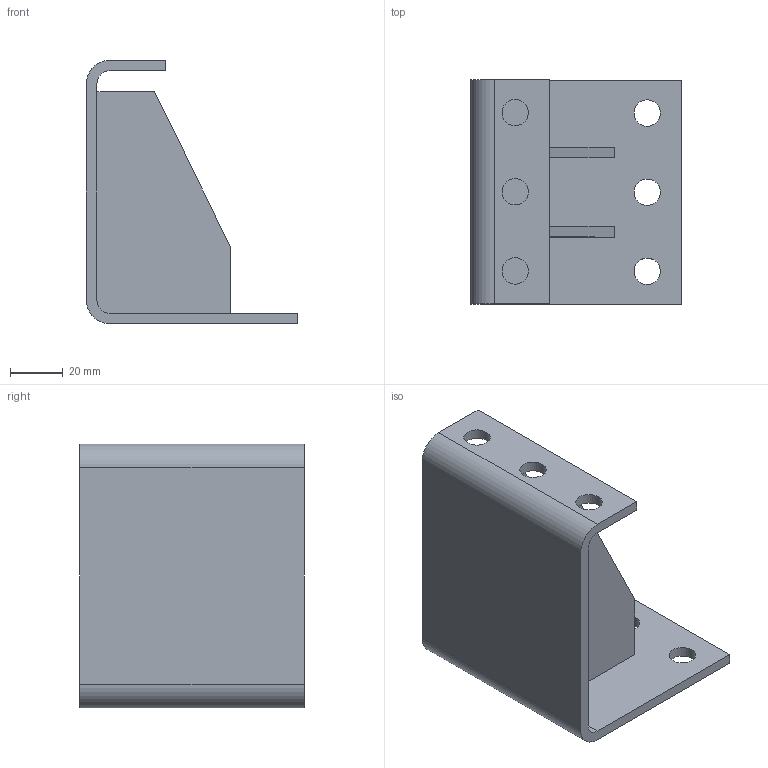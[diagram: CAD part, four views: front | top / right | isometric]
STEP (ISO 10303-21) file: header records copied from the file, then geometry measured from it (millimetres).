
FILE_DESCRIPTION(/* description */ (''),/* implementation_level */ '2;1');
FILE_NAME(/* name */ 'RehausseurSupportBoutDehors.stp',/* time_stamp */ '2019-04-24T11:17:47+02:00',/* author */ (''),/* organization */ (''),/* preprocessor_version */ 'ST-DEVELOPER v15.2',/* originating_system */ 'Autodesk Translator Framework v2.0.0.5431',/* authorisation */ '');
FILE_SCHEMA (('AUTOMOTIVE_DESIGN { 1 0 10303 214 3 1 1 }'));
Length unit declared in the file: centimetre
Products named in the file (1): Rehausseur Support Bout Dehors
Bounding box: 80 x 85 x 100 mm (x, y, z)
Volume: 91922.3 mm3; surface area: 48803.8 mm2
Topology: 1 solids, 1 shells, 32 faces, 90 edges, 60 vertices
Faces by surface type: plane 20, cylinder 12
Full cylindrical faces by diameter (mm): 10 x6
Entity records: 1051 total; most frequent: CARTESIAN_POINT 177, DIRECTION 174, ORIENTED_EDGE 168, EDGE_CURVE 84, LINE 60, VECTOR 60, VERTEX_POINT 60, AXIS2_PLACEMENT_3D 57
